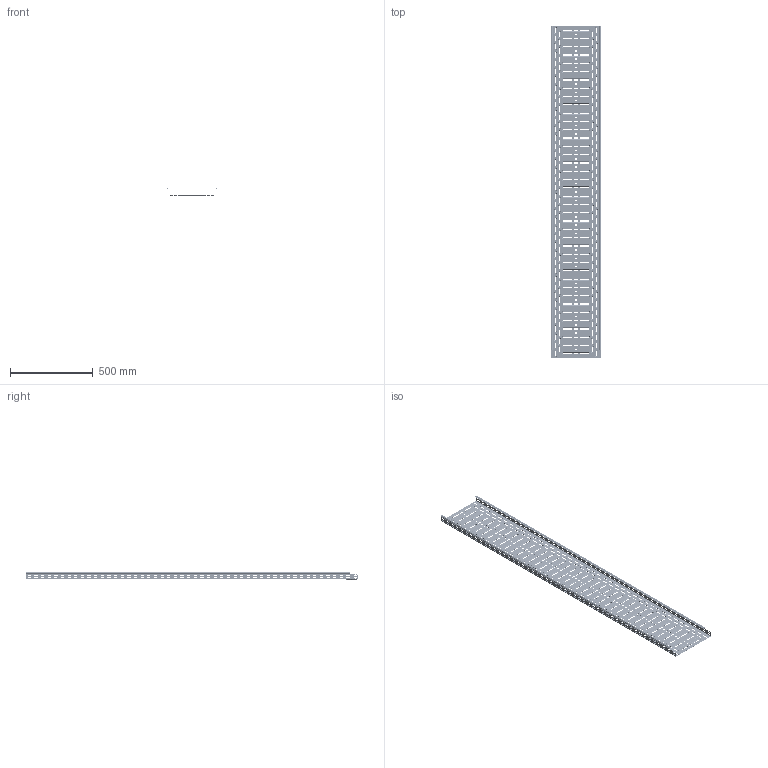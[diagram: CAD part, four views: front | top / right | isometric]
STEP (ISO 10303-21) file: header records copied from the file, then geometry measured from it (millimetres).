
FILE_DESCRIPTION(/* description */ (''),/* implementation_level */ '2;1');
FILE_NAME(/* name */ 'KGL300H42_2.stp',/* time_stamp */ '2020-03-24T14:51:38+01:00',/* author */ ('stanislaw.luczak'),/* organization */ (''),/* preprocessor_version */ 'ST-DEVELOPER v18',/* originating_system */ 'Autodesk Inventor 2020',/* authorisation */ '');
FILE_SCHEMA (('AUTOMOTIVE_DESIGN { 1 0 10303 214 3 1 1 }'));
Products named in the file (1): KGL300H42_2
Bounding box: 301.4 x 2000 x 43.53 mm (x, y, z)
Volume: 507523.6 mm3; surface area: 1478386.2 mm2
Topology: 1 solids, 1 shells, 8465 faces, 20553 edges, 12608 vertices
Faces by surface type: plane 3076, cylinder 2973, torus 1592, cone 792, bspline 32
Full cylindrical faces by diameter (mm): 11 x29
Entity records: 250506 total; most frequent: DIRECTION 46501, CARTESIAN_POINT 43261, ORIENTED_EDGE 41106, EDGE_CURVE 20553, AXIS2_PLACEMENT_3D 17554, VERTEX_POINT 12608, LINE 11393, VECTOR 11393
